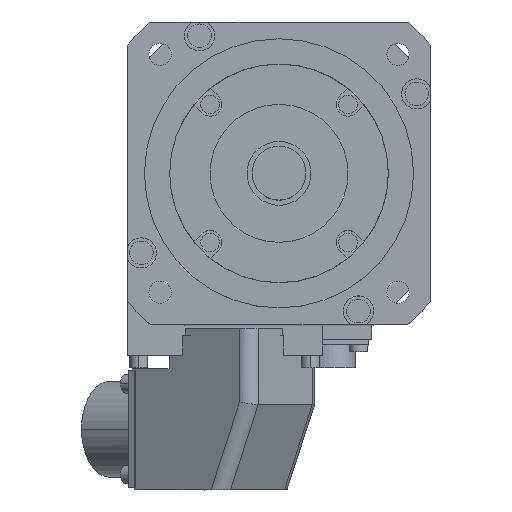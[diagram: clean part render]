
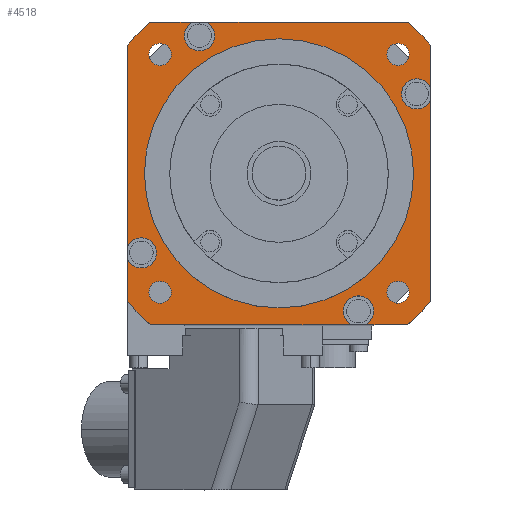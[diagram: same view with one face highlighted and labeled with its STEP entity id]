
A CAD part, top view. The second image highlights one B-rep face of the part: STEP entity #4518.
In plain terms, the highlighted planar face has unit normal (0, 0, 1).
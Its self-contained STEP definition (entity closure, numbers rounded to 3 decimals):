
#22=CARTESIAN_POINT('',(-40.92,-23.625,0.));
#23=DIRECTION('',(0.,0.,1.));
#24=DIRECTION('',(-0.907,-0.422,0.));
#25=AXIS2_PLACEMENT_3D('',#22,#23,#24);
#27=CARTESIAN_POINT('',(0.,0.,0.));
#28=DIRECTION('',(0.,0.,-1.));
#29=DIRECTION('',(-0.763,0.647,0.));
#30=AXIS2_PLACEMENT_3D('',#27,#28,#29);
#32=CARTESIAN_POINT('',(-23.625,40.92,0.));
#33=DIRECTION('',(0.,0.,1.));
#34=DIRECTION('',(-0.422,0.907,0.));
#35=AXIS2_PLACEMENT_3D('',#32,#33,#34);
#37=CARTESIAN_POINT('',(0.,0.,0.));
#38=DIRECTION('',(0.,0.,-1.));
#39=DIRECTION('',(0.647,0.763,0.));
#40=AXIS2_PLACEMENT_3D('',#37,#38,#39);
#42=CARTESIAN_POINT('',(40.92,23.625,0.));
#43=DIRECTION('',(0.,0.,1.));
#44=DIRECTION('',(0.907,0.422,0.));
#45=AXIS2_PLACEMENT_3D('',#42,#43,#44);
#47=CARTESIAN_POINT('',(0.,0.,0.));
#48=DIRECTION('',(0.,0.,-1.));
#49=DIRECTION('',(0.763,-0.647,0.));
#50=AXIS2_PLACEMENT_3D('',#47,#48,#49);
#52=CARTESIAN_POINT('',(23.625,-40.92,0.));
#53=DIRECTION('',(0.,0.,1.));
#54=DIRECTION('',(0.422,-0.907,0.));
#55=AXIS2_PLACEMENT_3D('',#52,#53,#54);
#57=CARTESIAN_POINT('',(0.,0.,0.));
#58=DIRECTION('',(0.,0.,-1.));
#59=DIRECTION('',(-0.647,-0.763,0.));
#60=AXIS2_PLACEMENT_3D('',#57,#58,#59);
#62=CARTESIAN_POINT('',(0.,0.,0.));
#63=DIRECTION('',(0.,0.,1.));
#64=DIRECTION('',(-1.,0.,0.));
#65=AXIS2_PLACEMENT_3D('',#62,#63,#64);
#67=CARTESIAN_POINT('',(0.,0.,0.));
#68=DIRECTION('',(0.,0.,1.));
#69=DIRECTION('',(1.,0.,0.));
#70=AXIS2_PLACEMENT_3D('',#67,#68,#69);
#72=CARTESIAN_POINT('',(-35.355,35.355,0.));
#73=DIRECTION('',(0.,0.,1.));
#74=DIRECTION('',(1.,0.,0.));
#75=AXIS2_PLACEMENT_3D('',#72,#73,#74);
#77=CARTESIAN_POINT('',(-35.355,35.355,0.));
#78=DIRECTION('',(0.,0.,1.));
#79=DIRECTION('',(-1.,0.,0.));
#80=AXIS2_PLACEMENT_3D('',#77,#78,#79);
#82=CARTESIAN_POINT('',(-35.355,-35.355,0.));
#83=DIRECTION('',(0.,0.,1.));
#84=DIRECTION('',(0.,1.,0.));
#85=AXIS2_PLACEMENT_3D('',#82,#83,#84);
#87=CARTESIAN_POINT('',(-35.355,-35.355,0.));
#88=DIRECTION('',(0.,0.,1.));
#89=DIRECTION('',(0.,-1.,0.));
#90=AXIS2_PLACEMENT_3D('',#87,#88,#89);
#92=CARTESIAN_POINT('',(35.355,-35.355,0.));
#93=DIRECTION('',(0.,0.,1.));
#94=DIRECTION('',(-1.,0.,0.));
#95=AXIS2_PLACEMENT_3D('',#92,#93,#94);
#97=CARTESIAN_POINT('',(35.355,-35.355,0.));
#98=DIRECTION('',(0.,0.,1.));
#99=DIRECTION('',(1.,0.,0.));
#100=AXIS2_PLACEMENT_3D('',#97,#98,#99);
#102=CARTESIAN_POINT('',(35.355,35.355,0.));
#103=DIRECTION('',(0.,0.,1.));
#104=DIRECTION('',(0.,-1.,0.));
#105=AXIS2_PLACEMENT_3D('',#102,#103,#104);
#107=CARTESIAN_POINT('',(35.355,35.355,0.));
#108=DIRECTION('',(0.,0.,1.));
#109=DIRECTION('',(0.,1.,0.));
#110=AXIS2_PLACEMENT_3D('',#107,#108,#109);
#112=DIRECTION('',(0.,-1.,0.));
#113=VECTOR('',#112,59.884);
#114=CARTESIAN_POINT('',(-45.,38.158,0.));
#115=LINE('',#114,#113);
#124=DIRECTION('',(0.,-1.,0.));
#125=VECTOR('',#124,12.634);
#126=CARTESIAN_POINT('',(-45.,-25.523,0.));
#127=LINE('',#126,#125);
#833=DIRECTION('',(1.,0.,0.));
#834=VECTOR('',#833,59.884);
#835=CARTESIAN_POINT('',(-38.158,-45.,0.));
#836=LINE('',#835,#834);
#837=DIRECTION('',(1.,0.,0.));
#838=VECTOR('',#837,12.634);
#839=CARTESIAN_POINT('',(25.523,-45.,0.));
#840=LINE('',#839,#838);
#865=DIRECTION('',(0.,1.,0.));
#866=VECTOR('',#865,59.884);
#867=CARTESIAN_POINT('',(45.,-38.158,0.));
#868=LINE('',#867,#866);
#869=DIRECTION('',(0.,1.,0.));
#870=VECTOR('',#869,12.634);
#871=CARTESIAN_POINT('',(45.,25.523,0.));
#872=LINE('',#871,#870);
#1168=DIRECTION('',(-1.,0.,0.));
#1169=VECTOR('',#1168,59.884);
#1170=CARTESIAN_POINT('',(38.158,45.,0.));
#1171=LINE('',#1170,#1169);
#1172=DIRECTION('',(-1.,0.,0.));
#1173=VECTOR('',#1172,12.634);
#1174=CARTESIAN_POINT('',(-25.523,45.,0.));
#1175=LINE('',#1174,#1173);
#3414=CARTESIAN_POINT('',(-45.,-25.523,0.));
#3415=CARTESIAN_POINT('',(-45.,-21.727,0.));
#3416=VERTEX_POINT('',#3414);
#3417=VERTEX_POINT('',#3415);
#3418=CARTESIAN_POINT('',(-45.,38.158,0.));
#3419=CARTESIAN_POINT('',(-38.158,45.,0.));
#3420=VERTEX_POINT('',#3418);
#3421=VERTEX_POINT('',#3419);
#3422=CARTESIAN_POINT('',(-25.523,45.,0.));
#3423=CARTESIAN_POINT('',(-21.727,45.,0.));
#3424=VERTEX_POINT('',#3422);
#3425=VERTEX_POINT('',#3423);
#3426=CARTESIAN_POINT('',(38.158,45.,0.));
#3427=CARTESIAN_POINT('',(45.,38.158,0.));
#3428=VERTEX_POINT('',#3426);
#3429=VERTEX_POINT('',#3427);
#3430=CARTESIAN_POINT('',(45.,25.523,0.));
#3431=CARTESIAN_POINT('',(45.,21.727,0.));
#3432=VERTEX_POINT('',#3430);
#3433=VERTEX_POINT('',#3431);
#3434=CARTESIAN_POINT('',(45.,-38.158,0.));
#3435=CARTESIAN_POINT('',(38.158,-45.,0.));
#3436=VERTEX_POINT('',#3434);
#3437=VERTEX_POINT('',#3435);
#3438=CARTESIAN_POINT('',(25.523,-45.,0.));
#3439=CARTESIAN_POINT('',(21.727,-45.,0.));
#3440=VERTEX_POINT('',#3438);
#3441=VERTEX_POINT('',#3439);
#3442=CARTESIAN_POINT('',(-38.158,-45.,0.));
#3443=CARTESIAN_POINT('',(-45.,-38.158,0.));
#3444=VERTEX_POINT('',#3442);
#3445=VERTEX_POINT('',#3443);
#3446=CARTESIAN_POINT('',(-40.,0.,0.));
#3447=CARTESIAN_POINT('',(40.,0.,0.));
#3448=VERTEX_POINT('',#3446);
#3449=VERTEX_POINT('',#3447);
#3450=CARTESIAN_POINT('',(-32.055,35.355,0.));
#3451=CARTESIAN_POINT('',(-38.655,35.355,0.));
#3452=VERTEX_POINT('',#3450);
#3453=VERTEX_POINT('',#3451);
#3454=CARTESIAN_POINT('',(-35.355,-32.055,0.));
#3455=CARTESIAN_POINT('',(-35.355,-38.655,0.));
#3456=VERTEX_POINT('',#3454);
#3457=VERTEX_POINT('',#3455);
#3458=CARTESIAN_POINT('',(32.055,-35.355,0.));
#3459=CARTESIAN_POINT('',(38.655,-35.355,0.));
#3460=VERTEX_POINT('',#3458);
#3461=VERTEX_POINT('',#3459);
#3462=CARTESIAN_POINT('',(35.355,32.055,0.));
#3463=CARTESIAN_POINT('',(35.355,38.655,0.));
#3464=VERTEX_POINT('',#3462);
#3465=VERTEX_POINT('',#3463);
#4450=CARTESIAN_POINT('',(0.,0.,0.));
#4451=DIRECTION('',(0.,0.,1.));
#4452=DIRECTION('',(-1.,0.,0.));
#4453=AXIS2_PLACEMENT_3D('',#4450,#4451,#4452);
#4454=PLANE('',#4453);
#4456=ORIENTED_EDGE('',*,*,#4455,.T.);
#4458=ORIENTED_EDGE('',*,*,#4457,.F.);
#4460=ORIENTED_EDGE('',*,*,#4459,.T.);
#4462=ORIENTED_EDGE('',*,*,#4461,.F.);
#4464=ORIENTED_EDGE('',*,*,#4463,.T.);
#4466=ORIENTED_EDGE('',*,*,#4465,.F.);
#4468=ORIENTED_EDGE('',*,*,#4467,.T.);
#4470=ORIENTED_EDGE('',*,*,#4469,.F.);
#4472=ORIENTED_EDGE('',*,*,#4471,.T.);
#4474=ORIENTED_EDGE('',*,*,#4473,.F.);
#4476=ORIENTED_EDGE('',*,*,#4475,.T.);
#4478=ORIENTED_EDGE('',*,*,#4477,.F.);
#4480=ORIENTED_EDGE('',*,*,#4479,.T.);
#4482=ORIENTED_EDGE('',*,*,#4481,.F.);
#4484=ORIENTED_EDGE('',*,*,#4483,.T.);
#4486=ORIENTED_EDGE('',*,*,#4485,.F.);
#4487=EDGE_LOOP('',(#4456,#4458,#4460,#4462,#4464,#4466,#4468,#4470,#4472,#4474,
#4476,#4478,#4480,#4482,#4484,#4486));
#4488=FACE_OUTER_BOUND('',#4487,.F.);
#4489=ORIENTED_EDGE('',*,*,#4440,.T.);
#4491=ORIENTED_EDGE('',*,*,#4490,.T.);
#4492=EDGE_LOOP('',(#4489,#4491));
#4493=FACE_BOUND('',#4492,.F.);
#4495=ORIENTED_EDGE('',*,*,#4494,.T.);
#4497=ORIENTED_EDGE('',*,*,#4496,.T.);
#4498=EDGE_LOOP('',(#4495,#4497));
#4499=FACE_BOUND('',#4498,.F.);
#4501=ORIENTED_EDGE('',*,*,#4500,.T.);
#4503=ORIENTED_EDGE('',*,*,#4502,.T.);
#4504=EDGE_LOOP('',(#4501,#4503));
#4505=FACE_BOUND('',#4504,.F.);
#4507=ORIENTED_EDGE('',*,*,#4506,.T.);
#4509=ORIENTED_EDGE('',*,*,#4508,.T.);
#4510=EDGE_LOOP('',(#4507,#4509));
#4511=FACE_BOUND('',#4510,.F.);
#4513=ORIENTED_EDGE('',*,*,#4512,.T.);
#4515=ORIENTED_EDGE('',*,*,#4514,.T.);
#4516=EDGE_LOOP('',(#4513,#4515));
#4517=FACE_BOUND('',#4516,.F.);
#4518=ADVANCED_FACE('',(#4488,#4493,#4499,#4505,#4511,#4517),#4454,.T.);
#26=CIRCLE('',#25,4.5);
#31=CIRCLE('',#30,59.);
#36=CIRCLE('',#35,4.5);
#41=CIRCLE('',#40,59.);
#46=CIRCLE('',#45,4.5);
#51=CIRCLE('',#50,59.);
#56=CIRCLE('',#55,4.5);
#61=CIRCLE('',#60,59.);
#66=CIRCLE('',#65,40.);
#71=CIRCLE('',#70,40.);
#76=CIRCLE('',#75,3.3);
#81=CIRCLE('',#80,3.3);
#86=CIRCLE('',#85,3.3);
#91=CIRCLE('',#90,3.3);
#96=CIRCLE('',#95,3.3);
#101=CIRCLE('',#100,3.3);
#106=CIRCLE('',#105,3.3);
#111=CIRCLE('',#110,3.3);
#4440=EDGE_CURVE('',#3448,#3449,#66,.T.);
#4455=EDGE_CURVE('',#3416,#3417,#26,.T.);
#4457=EDGE_CURVE('',#3420,#3417,#115,.T.);
#4459=EDGE_CURVE('',#3420,#3421,#31,.T.);
#4461=EDGE_CURVE('',#3424,#3421,#1175,.T.);
#4463=EDGE_CURVE('',#3424,#3425,#36,.T.);
#4465=EDGE_CURVE('',#3428,#3425,#1171,.T.);
#4467=EDGE_CURVE('',#3428,#3429,#41,.T.);
#4469=EDGE_CURVE('',#3432,#3429,#872,.T.);
#4471=EDGE_CURVE('',#3432,#3433,#46,.T.);
#4473=EDGE_CURVE('',#3436,#3433,#868,.T.);
#4475=EDGE_CURVE('',#3436,#3437,#51,.T.);
#4477=EDGE_CURVE('',#3440,#3437,#840,.T.);
#4479=EDGE_CURVE('',#3440,#3441,#56,.T.);
#4481=EDGE_CURVE('',#3444,#3441,#836,.T.);
#4483=EDGE_CURVE('',#3444,#3445,#61,.T.);
#4485=EDGE_CURVE('',#3416,#3445,#127,.T.);
#4490=EDGE_CURVE('',#3449,#3448,#71,.T.);
#4494=EDGE_CURVE('',#3452,#3453,#76,.T.);
#4496=EDGE_CURVE('',#3453,#3452,#81,.T.);
#4500=EDGE_CURVE('',#3456,#3457,#86,.T.);
#4502=EDGE_CURVE('',#3457,#3456,#91,.T.);
#4506=EDGE_CURVE('',#3460,#3461,#96,.T.);
#4508=EDGE_CURVE('',#3461,#3460,#101,.T.);
#4512=EDGE_CURVE('',#3464,#3465,#106,.T.);
#4514=EDGE_CURVE('',#3465,#3464,#111,.T.);
